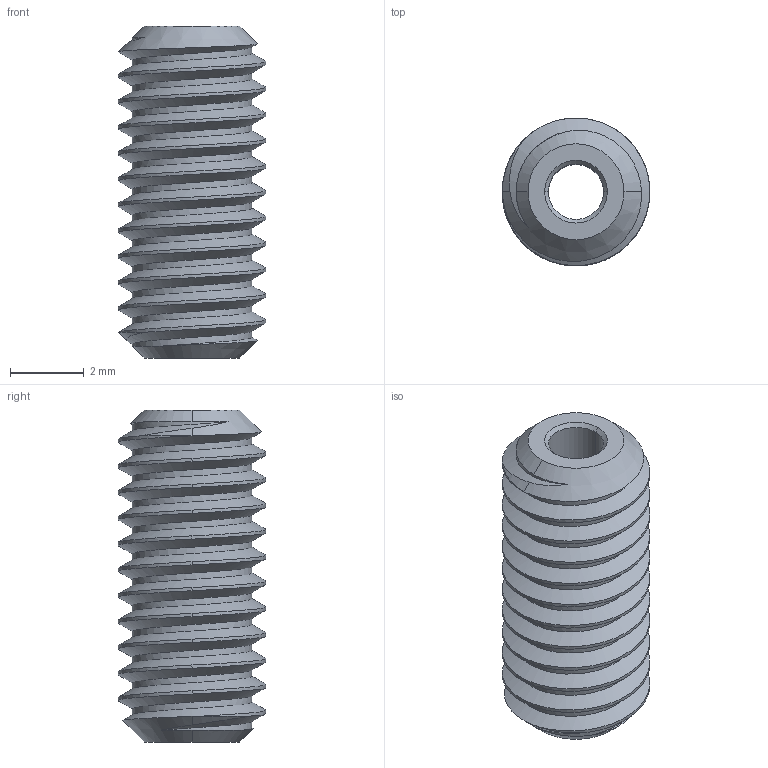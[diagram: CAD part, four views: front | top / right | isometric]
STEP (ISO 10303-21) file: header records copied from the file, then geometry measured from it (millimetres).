
FILE_DESCRIPTION (( 'STEP AP214' ), '1' );
FILE_NAME ('Brezon M8x1.0 H3 Mod.STEP', '2018-04-02T05:45:22', ( '' ), ( '' ), 'SwSTEP 2.0', 'SolidWorks 2017', '' );
FILE_SCHEMA (( 'AUTOMOTIVE_DESIGN' ));
Length unit declared in the file: millimetre
Products named in the file (1): Brezon M8x1.0 H3 Mod
Bounding box: 4 x 4 x 9 mm (x, y, z)
Volume: 72.1 mm3; surface area: 209.2 mm2
Topology: 1 solids, 1 shells, 39 faces, 106 edges, 69 vertices
Faces by surface type: cylinder 24, cone 10, bspline 3, plane 2
Entity records: 5050 total; most frequent: CARTESIAN_POINT 4167, ORIENTED_EDGE 212, DIRECTION 135, EDGE_CURVE 106, VERTEX_POINT 69, AXIS2_PLACEMENT_3D 51, EDGE_LOOP 41, ADVANCED_FACE 39
